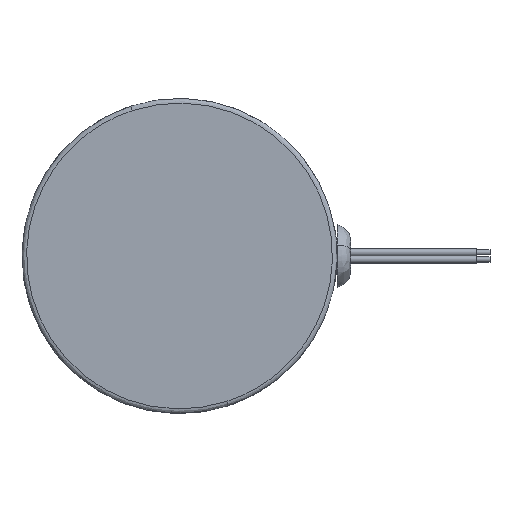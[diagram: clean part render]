
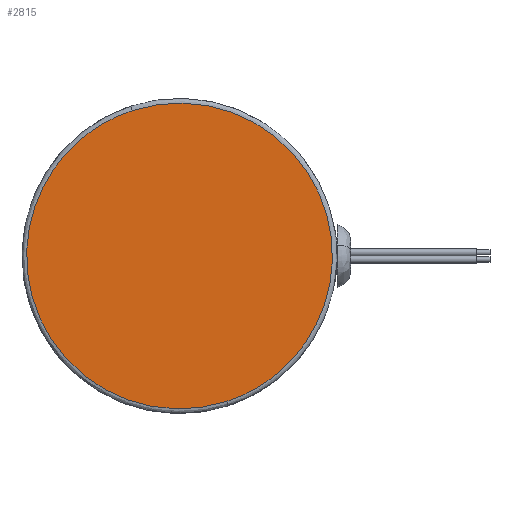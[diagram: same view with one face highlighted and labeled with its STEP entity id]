
A CAD part, left-side view. The second image highlights one B-rep face of the part: STEP entity #2815.
In plain terms, the highlighted planar face has unit normal (-1, 0, 0).
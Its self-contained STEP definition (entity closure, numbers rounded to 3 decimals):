
#14 =( BOUNDED_CURVE ( )  B_SPLINE_CURVE ( 3, ( #5330, #5820, #1119, #1640 ),
 .UNSPECIFIED., .F., .F. ) 
 B_SPLINE_CURVE_WITH_KNOTS ( ( 4, 4 ),
 ( 0., 1. ),
 .UNSPECIFIED. ) 
 CURVE ( )  GEOMETRIC_REPRESENTATION_ITEM ( )  RATIONAL_B_SPLINE_CURVE ( ( 1., 0.333, 0.333, 1. ) ) 
 REPRESENTATION_ITEM ( '' )  );
#330 = AXIS2_PLACEMENT_3D ( 'NONE', #3894, #2544, #2082 ) ;
#350 = CARTESIAN_POINT ( 'NONE',  ( -73.538, -42.043, 139.317 ) ) ;
#657 =( BOUNDED_CURVE ( )  B_SPLINE_CURVE ( 3, ( #3942, #4463, #2583, #3077 ),
 .UNSPECIFIED., .F., .F. ) 
 B_SPLINE_CURVE_WITH_KNOTS ( ( 4, 4 ),
 ( 0., 1. ),
 .UNSPECIFIED. ) 
 CURVE ( )  GEOMETRIC_REPRESENTATION_ITEM ( )  RATIONAL_B_SPLINE_CURVE ( ( 1., 0.333, 0.333, 1. ) ) 
 REPRESENTATION_ITEM ( '' )  );
#1119 = CARTESIAN_POINT ( 'NONE',  ( -73.538, -104.801, 159.75 ) ) ;
#1167 = PLANE ( 'NONE',  #330 ) ;
#1261 = EDGE_LOOP ( 'NONE', ( #1990, #3247 ) ) ;
#1640 = CARTESIAN_POINT ( 'NONE',  ( -73.538, -42.043, 139.317 ) ) ;
#1990 = ORIENTED_EDGE ( 'NONE', *, *, #3302, .F. ) ;
#2082 = DIRECTION ( 'NONE',  ( 0., -0.31, -0.951 ) ) ;
#2145 = EDGE_CURVE ( 'NONE', #4662, #5590, #14, .T. ) ;
#2544 = DIRECTION ( 'NONE',  ( 1., 0., 0. ) ) ;
#2583 = CARTESIAN_POINT ( 'NONE',  ( -73.538, 41.147, 181.64 ) ) ;
#2815 = ADVANCED_FACE ( 'NONE', ( #3441 ), #1167, .F. ) ;
#3077 = CARTESIAN_POINT ( 'NONE',  ( -73.538, -21.61, 202.074 ) ) ;
#3247 = ORIENTED_EDGE ( 'NONE', *, *, #2145, .F. ) ;
#3302 = EDGE_CURVE ( 'NONE', #5590, #4662, #657, .T. ) ;
#3441 = FACE_OUTER_BOUND ( 'NONE', #1261, .T. ) ;
#3894 = CARTESIAN_POINT ( 'NONE',  ( -73.538, -31.827, 170.695 ) ) ;
#3942 = CARTESIAN_POINT ( 'NONE',  ( -73.538, -42.043, 139.317 ) ) ;
#4044 = CARTESIAN_POINT ( 'NONE',  ( -73.538, -21.61, 202.074 ) ) ;
#4463 = CARTESIAN_POINT ( 'NONE',  ( -73.538, 20.714, 118.883 ) ) ;
#4662 = VERTEX_POINT ( 'NONE', #4044 ) ;
#5330 = CARTESIAN_POINT ( 'NONE',  ( -73.538, -21.61, 202.074 ) ) ;
#5590 = VERTEX_POINT ( 'NONE', #350 ) ;
#5820 = CARTESIAN_POINT ( 'NONE',  ( -73.538, -84.367, 222.508 ) ) ;
